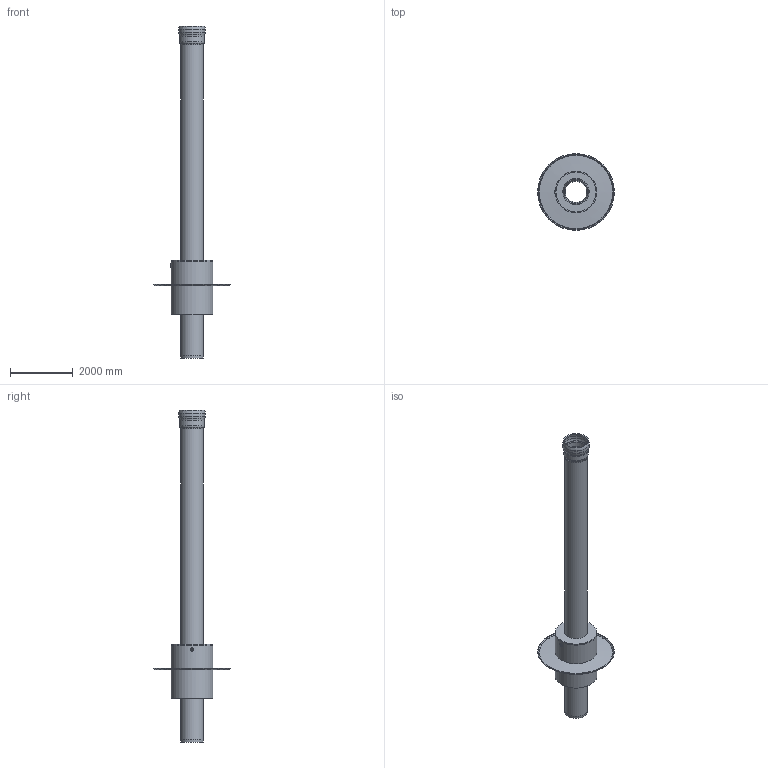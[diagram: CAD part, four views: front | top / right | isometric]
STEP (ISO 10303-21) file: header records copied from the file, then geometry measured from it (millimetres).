
FILE_DESCRIPTION(/* description */ (''),/* implementation_level */ '2;1');
FILE_NAME(/* name */ '19485.070X_3D.stp',/* time_stamp */ '2024-12-12T07:54:04+01:00',/* author */ ('CAD'),/* organization */ (''),/* preprocessor_version */ 'ST-DEVELOPER v20',/* originating_system */ 'AutoCAD Mechanical',/* authorisation */ '');
FILE_SCHEMA (('AUTOMOTIVE_DESIGN { 1 0 10303 214 3 1 1 }'));
Length unit declared in the file: centimetre
Products named in the file (2): Product; *S0
Assembly tree (1 placements, depth 2):
  Product
    *S0
Bounding box: 2450 x 2450 x 10600 mm (x, y, z)
Volume: 2120988951.9 mm3; surface area: 83587123 mm2
Topology: 6 solids, 6 shells, 51 faces, 109 edges, 70 vertices
Faces by surface type: cylinder 15, torus 11, plane 11, cone 10, bspline 4
Full cylindrical faces by diameter (mm): 60 x2, 67 x1, 698 x1, 730 x2, 740 x1, 760 x1, 792 x1, 810 x1, 842 x1, 1280 x2, 1330 x2
Entity records: 1725 total; most frequent: CARTESIAN_POINT 467, DIRECTION 288, ORIENTED_EDGE 216, AXIS2_PLACEMENT_3D 131, EDGE_CURVE 108, CIRCLE 81, VERTEX_POINT 68, EDGE_LOOP 62
